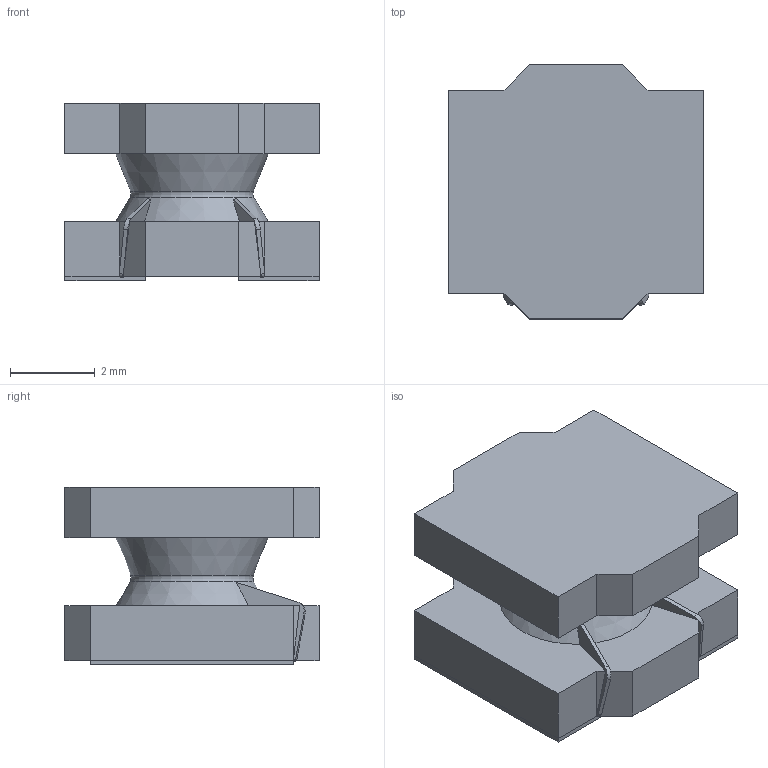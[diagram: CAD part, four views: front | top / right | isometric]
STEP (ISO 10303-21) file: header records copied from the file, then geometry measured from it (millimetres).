
FILE_DESCRIPTION(('FreeCAD Model'),'2;1');
FILE_NAME('L_Bourns_SRN6045TA.step', '2018-07-29T21:51:42',('kicad StepUp'),('ksu MCAD'), 'Open CASCADE STEP processor 6.8','FreeCAD','Unknown');
FILE_SCHEMA(('AUTOMOTIVE_DESIGN_CC2 { 1 2 10303 214 -1 1 5 4 }'));
Length unit declared in the file: millimetre
Products named in the file (1): L_Bourns_SRN6045TA
Bounding box: 6 x 6 x 4.2 mm (x, y, z)
Volume: 95.4 mm3; surface area: 187.1 mm2
Topology: 1 solids, 1 shells, 60 faces, 163 edges, 106 vertices
Faces by surface type: plane 53, cylinder 4, cone 2, torus 1
Entity records: 1346 total; most frequent: ORIENTED_EDGE 253, CARTESIAN_POINT 169, EDGE_CURVE 163, LINE 122, VERTEX_POINT 106, AXIS2_PLACEMENT_3D 85, FACE_BOUND 61, EDGE_LOOP 61
